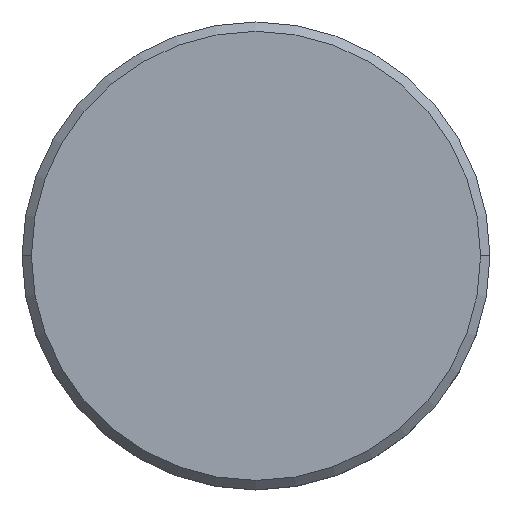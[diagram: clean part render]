
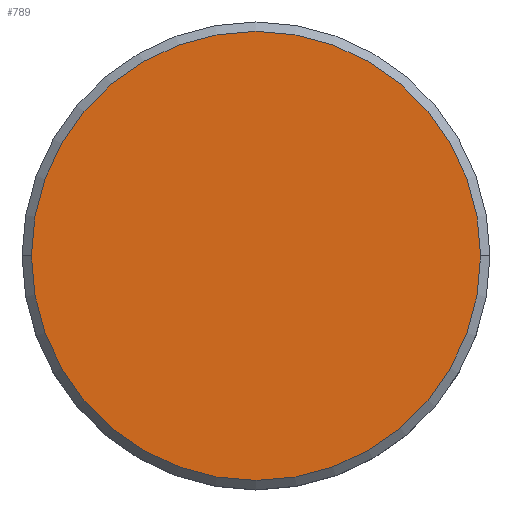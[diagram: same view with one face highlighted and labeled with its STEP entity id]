
A CAD part, top view. The second image highlights one B-rep face of the part: STEP entity #789.
In plain terms, the highlighted planar face has unit normal (0, 0, 1).
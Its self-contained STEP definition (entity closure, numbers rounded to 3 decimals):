
#36 = CARTESIAN_POINT ( 'NONE',  ( -12., 0., 0. ) ) ;
#72 = CARTESIAN_POINT ( 'NONE',  ( 0., 0., 0. ) ) ;
#94 = AXIS2_PLACEMENT_3D ( 'NONE', #262, #824, #172 ) ;
#97 = FACE_OUTER_BOUND ( 'NONE', #523, .T. ) ;
#115 = VERTEX_POINT ( 'NONE', #36 ) ;
#166 = DIRECTION ( 'NONE',  ( 1., 0., 0. ) ) ;
#172 = DIRECTION ( 'NONE',  ( 1., 0., 0. ) ) ;
#202 = CIRCLE ( 'NONE', #279, 12. ) ;
#262 = CARTESIAN_POINT ( 'NONE',  ( 0., 0., 0. ) ) ;
#277 = CIRCLE ( 'NONE', #530, 12. ) ;
#279 = AXIS2_PLACEMENT_3D ( 'NONE', #72, #714, #984 ) ;
#316 = CARTESIAN_POINT ( 'NONE',  ( 0., 0., 0. ) ) ;
#452 = PLANE ( 'NONE',  #94 ) ;
#523 = EDGE_LOOP ( 'NONE', ( #674, #1092 ) ) ;
#530 = AXIS2_PLACEMENT_3D ( 'NONE', #316, #887, #166 ) ;
#593 = CARTESIAN_POINT ( 'NONE',  ( 12., 0., 0. ) ) ;
#603 = EDGE_CURVE ( 'NONE', #1039, #115, #277, .T. ) ;
#642 = EDGE_CURVE ( 'NONE', #115, #1039, #202, .T. ) ;
#674 = ORIENTED_EDGE ( 'NONE', *, *, #642, .T. ) ;
#714 = DIRECTION ( 'NONE',  ( 0., 0., 1. ) ) ;
#789 = ADVANCED_FACE ( 'NONE', ( #97 ), #452, .T. ) ;
#824 = DIRECTION ( 'NONE',  ( 0., 0., 1. ) ) ;
#887 = DIRECTION ( 'NONE',  ( 0., 0., 1. ) ) ;
#984 = DIRECTION ( 'NONE',  ( 1., 0., 0. ) ) ;
#1039 = VERTEX_POINT ( 'NONE', #593 ) ;
#1092 = ORIENTED_EDGE ( 'NONE', *, *, #603, .T. ) ;
